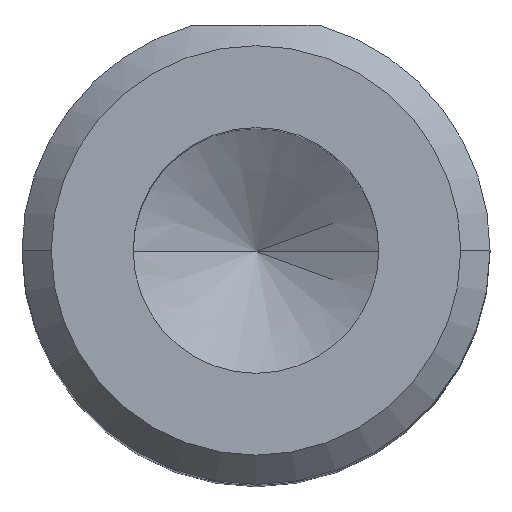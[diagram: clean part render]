
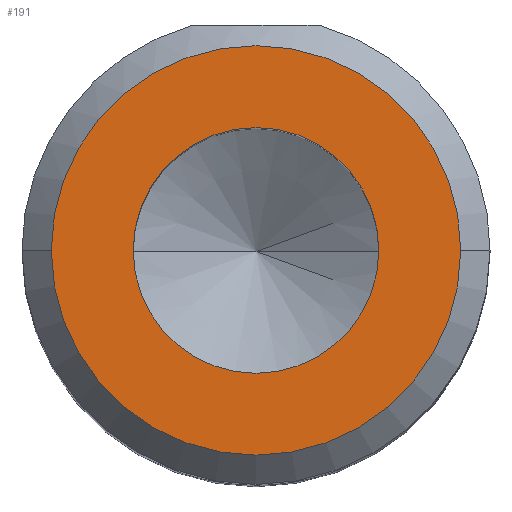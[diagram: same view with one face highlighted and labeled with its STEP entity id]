
A CAD part, top view. The second image highlights one B-rep face of the part: STEP entity #191.
In plain terms, the highlighted planar face has unit normal (0, 0, 1).
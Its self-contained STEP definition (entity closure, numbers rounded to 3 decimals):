
#1 = EDGE_LOOP ( 'NONE', ( #459, #1003 ) ) ;
#16 = CARTESIAN_POINT ( 'NONE',  ( -3.5, 0., 12.5 ) ) ;
#73 = CARTESIAN_POINT ( 'NONE',  ( -2.1, 0., 12.5 ) ) ;
#82 = ORIENTED_EDGE ( 'NONE', *, *, #731, .T. ) ;
#118 = EDGE_LOOP ( 'NONE', ( #180, #82 ) ) ;
#135 = DIRECTION ( 'NONE',  ( 0., 0., 1. ) ) ;
#180 = ORIENTED_EDGE ( 'NONE', *, *, #1040, .T. ) ;
#187 = AXIS2_PLACEMENT_3D ( 'NONE', #982, #400, #1091 ) ;
#191 = ADVANCED_FACE ( 'NONE', ( #527, #1066 ), #807, .T. ) ;
#221 = AXIS2_PLACEMENT_3D ( 'NONE', #1107, #506, #1206 ) ;
#235 = CIRCLE ( 'NONE', #221, 3.5 ) ;
#241 = CARTESIAN_POINT ( 'NONE',  ( 0., 0., 12.5 ) ) ;
#300 = CIRCLE ( 'NONE', #409, 2.1 ) ;
#335 = DIRECTION ( 'NONE',  ( 1., 0., 0. ) ) ;
#349 = AXIS2_PLACEMENT_3D ( 'NONE', #1112, #509, #1207 ) ;
#400 = DIRECTION ( 'NONE',  ( 0., 0., 1. ) ) ;
#401 = VERTEX_POINT ( 'NONE', #439 ) ;
#409 = AXIS2_PLACEMENT_3D ( 'NONE', #697, #135, #793 ) ;
#420 = CARTESIAN_POINT ( 'NONE',  ( 2.1, 0., 12.5 ) ) ;
#438 = AXIS2_PLACEMENT_3D ( 'NONE', #241, #909, #335 ) ;
#439 = CARTESIAN_POINT ( 'NONE',  ( 3.5, 0., 12.5 ) ) ;
#459 = ORIENTED_EDGE ( 'NONE', *, *, #1055, .F. ) ;
#506 = DIRECTION ( 'NONE',  ( 0., 0., 1. ) ) ;
#509 = DIRECTION ( 'NONE',  ( 0., 0., 1. ) ) ;
#514 = VERTEX_POINT ( 'NONE', #73 ) ;
#527 = FACE_OUTER_BOUND ( 'NONE', #118, .T. ) ;
#697 = CARTESIAN_POINT ( 'NONE',  ( 0., 0., 12.5 ) ) ;
#714 = VERTEX_POINT ( 'NONE', #16 ) ;
#731 = EDGE_CURVE ( 'NONE', #401, #714, #944, .T. ) ;
#793 = DIRECTION ( 'NONE',  ( 1., 0., 0. ) ) ;
#807 = PLANE ( 'NONE',  #438 ) ;
#808 = EDGE_CURVE ( 'NONE', #514, #851, #1024, .T. ) ;
#851 = VERTEX_POINT ( 'NONE', #420 ) ;
#909 = DIRECTION ( 'NONE',  ( 0., 0., 1. ) ) ;
#944 = CIRCLE ( 'NONE', #187, 3.5 ) ;
#982 = CARTESIAN_POINT ( 'NONE',  ( 0., 0., 12.5 ) ) ;
#1003 = ORIENTED_EDGE ( 'NONE', *, *, #808, .F. ) ;
#1024 = CIRCLE ( 'NONE', #349, 2.1 ) ;
#1040 = EDGE_CURVE ( 'NONE', #714, #401, #235, .T. ) ;
#1055 = EDGE_CURVE ( 'NONE', #851, #514, #300, .T. ) ;
#1066 = FACE_BOUND ( 'NONE', #1, .T. ) ;
#1091 = DIRECTION ( 'NONE',  ( 1., 0., 0. ) ) ;
#1107 = CARTESIAN_POINT ( 'NONE',  ( 0., 0., 12.5 ) ) ;
#1112 = CARTESIAN_POINT ( 'NONE',  ( 0., 0., 12.5 ) ) ;
#1206 = DIRECTION ( 'NONE',  ( 1., 0., 0. ) ) ;
#1207 = DIRECTION ( 'NONE',  ( 1., 0., 0. ) ) ;
